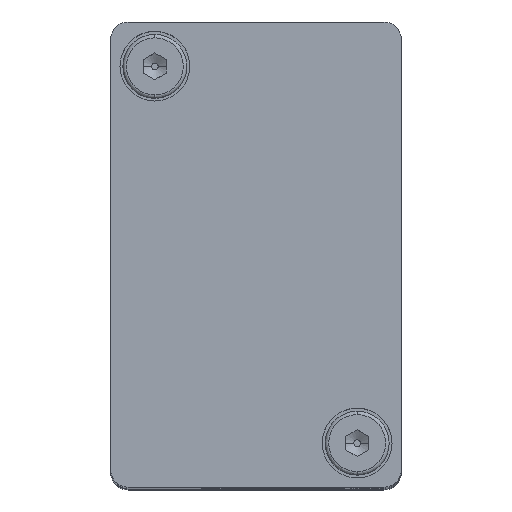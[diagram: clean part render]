
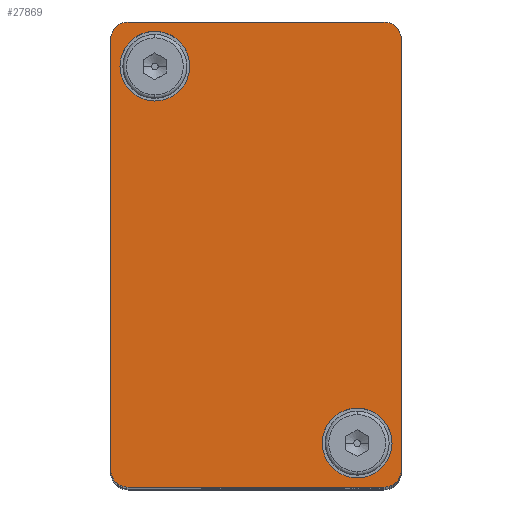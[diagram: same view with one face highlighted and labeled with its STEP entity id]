
A CAD part, top view. The second image highlights one B-rep face of the part: STEP entity #27869.
In plain terms, the highlighted face is planar.
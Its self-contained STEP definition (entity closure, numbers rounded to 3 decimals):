
#21593=CARTESIAN_POINT('',(7.2,31.75,15.2));
#21594=VERTEX_POINT('',#21593);
#21610=CARTESIAN_POINT('',(7.2,31.75,9.2));
#21611=VERTEX_POINT('',#21610);
#21618=CARTESIAN_POINT('',(7.2,31.75,12.2));
#21619=DIRECTION('',(0.0,-1.0,0.0));
#21620=DIRECTION('',(0.0,0.0,1.0));
#21621=AXIS2_PLACEMENT_3D('',#21618,#21619,#21620);
#21622=CIRCLE('',#21621,3.0);
#21623=EDGE_CURVE('',#21594,#21611,#21622,.T.);
#21635=CARTESIAN_POINT('',(-10.2,31.75,-17.2));
#21636=VERTEX_POINT('',#21635);
#21652=CARTESIAN_POINT('',(-10.2,31.75,-23.2));
#21653=VERTEX_POINT('',#21652);
#21660=CARTESIAN_POINT('',(-10.2,31.75,-20.2));
#21661=DIRECTION('',(0.0,-1.0,0.0));
#21662=DIRECTION('',(0.0,0.0,1.0));
#21663=AXIS2_PLACEMENT_3D('',#21660,#21661,#21662);
#21664=CIRCLE('',#21663,3.0);
#21665=EDGE_CURVE('',#21636,#21653,#21664,.T.);
#21677=CARTESIAN_POINT('',(-13.561,31.75,15.561));
#21678=VERTEX_POINT('',#21677);
#21694=CARTESIAN_POINT('',(-12.5,31.75,16.));
#21695=VERTEX_POINT('',#21694);
#21702=CARTESIAN_POINT('',(-12.5,31.75,14.5));
#21703=DIRECTION('',(0.0,-1.,0.0));
#21704=DIRECTION('',(-0.707,0.0,0.707));
#21705=AXIS2_PLACEMENT_3D('',#21702,#21703,#21704);
#21706=CIRCLE('',#21705,1.5);
#21707=EDGE_CURVE('',#21695,#21678,#21706,.T.);
#21719=CARTESIAN_POINT('',(-13.561,31.75,-23.561));
#21720=VERTEX_POINT('',#21719);
#21736=CARTESIAN_POINT('',(-14.0,31.75,-22.5));
#21737=VERTEX_POINT('',#21736);
#21744=CARTESIAN_POINT('',(-12.5,31.75,-22.5));
#21745=DIRECTION('',(0.0,-1.,0.0));
#21746=DIRECTION('',(-0.707,0.0,-0.707));
#21747=AXIS2_PLACEMENT_3D('',#21744,#21745,#21746);
#21748=CIRCLE('',#21747,1.5);
#21749=EDGE_CURVE('',#21737,#21720,#21748,.T.);
#21761=CARTESIAN_POINT('',(10.561,31.75,-23.561));
#21762=VERTEX_POINT('',#21761);
#21778=CARTESIAN_POINT('',(9.5,31.75,-24.0));
#21779=VERTEX_POINT('',#21778);
#21786=CARTESIAN_POINT('',(9.5,31.75,-22.5));
#21787=DIRECTION('',(0.0,-1.,0.0));
#21788=DIRECTION('',(0.707,0.0,-0.707));
#21789=AXIS2_PLACEMENT_3D('',#21786,#21787,#21788);
#21790=CIRCLE('',#21789,1.5);
#21791=EDGE_CURVE('',#21779,#21762,#21790,.T.);
#21803=CARTESIAN_POINT('',(10.561,31.75,15.561));
#21804=VERTEX_POINT('',#21803);
#21820=CARTESIAN_POINT('',(11.0,31.75,14.5));
#21821=VERTEX_POINT('',#21820);
#21828=CARTESIAN_POINT('',(9.5,31.75,14.5));
#21829=DIRECTION('',(0.0,-1.,0.0));
#21830=DIRECTION('',(0.707,0.0,0.707));
#21831=AXIS2_PLACEMENT_3D('',#21828,#21829,#21830);
#21832=CIRCLE('',#21831,1.5);
#21833=EDGE_CURVE('',#21821,#21804,#21832,.T.);
#26979=CARTESIAN_POINT('',(9.5,31.75,16.));
#26980=VERTEX_POINT('',#26979);
#26989=CARTESIAN_POINT('',(9.5,31.75,16.));
#26990=DIRECTION('',(-1.0,0.0,0.0));
#26991=VECTOR('',#26990,22.0);
#26992=LINE('',#26989,#26991);
#26993=EDGE_CURVE('',#26980,#21695,#26992,.T.);
#27773=CARTESIAN_POINT('',(9.5,31.75,14.5));
#27774=DIRECTION('',(0.0,-1.,0.0));
#27775=DIRECTION('',(0.707,0.0,0.707));
#27776=AXIS2_PLACEMENT_3D('',#27773,#27774,#27775);
#27777=CIRCLE('',#27776,1.5);
#27778=EDGE_CURVE('',#21804,#26980,#27777,.T.);
#27791=CARTESIAN_POINT('',(0.,31.75,0.));
#27792=DIRECTION('',(0.0,1.0,0.0));
#27793=DIRECTION('',(0.0,0.0,1.0));
#27794=AXIS2_PLACEMENT_3D('',#27791,#27792,#27793);
#27795=PLANE('',#27794);
#27796=ORIENTED_EDGE('',*,*,#21833,.F.);
#27797=CARTESIAN_POINT('',(11.0,31.75,-22.5));
#27798=VERTEX_POINT('',#27797);
#27799=CARTESIAN_POINT('',(11.0,31.75,-22.5));
#27800=DIRECTION('',(0.0,0.0,1.0));
#27801=VECTOR('',#27800,37.0);
#27802=LINE('',#27799,#27801);
#27803=EDGE_CURVE('',#27798,#21821,#27802,.T.);
#27804=ORIENTED_EDGE('',*,*,#27803,.F.);
#27805=CARTESIAN_POINT('',(9.5,31.75,-22.5));
#27806=DIRECTION('',(0.0,-1.,0.0));
#27807=DIRECTION('',(0.707,0.0,-0.707));
#27808=AXIS2_PLACEMENT_3D('',#27805,#27806,#27807);
#27809=CIRCLE('',#27808,1.5);
#27810=EDGE_CURVE('',#21762,#27798,#27809,.T.);
#27811=ORIENTED_EDGE('',*,*,#27810,.F.);
#27812=ORIENTED_EDGE('',*,*,#21791,.F.);
#27813=CARTESIAN_POINT('',(-12.5,31.75,-24.0));
#27814=VERTEX_POINT('',#27813);
#27815=CARTESIAN_POINT('',(-12.5,31.75,-24.0));
#27816=DIRECTION('',(1.0,0.0,0.0));
#27817=VECTOR('',#27816,22.0);
#27818=LINE('',#27815,#27817);
#27819=EDGE_CURVE('',#27814,#21779,#27818,.T.);
#27820=ORIENTED_EDGE('',*,*,#27819,.F.);
#27821=CARTESIAN_POINT('',(-12.5,31.75,-22.5));
#27822=DIRECTION('',(0.0,-1.,0.0));
#27823=DIRECTION('',(-0.707,0.0,-0.707));
#27824=AXIS2_PLACEMENT_3D('',#27821,#27822,#27823);
#27825=CIRCLE('',#27824,1.5);
#27826=EDGE_CURVE('',#21720,#27814,#27825,.T.);
#27827=ORIENTED_EDGE('',*,*,#27826,.F.);
#27828=ORIENTED_EDGE('',*,*,#21749,.F.);
#27829=CARTESIAN_POINT('',(-14.0,31.75,14.5));
#27830=VERTEX_POINT('',#27829);
#27831=CARTESIAN_POINT('',(-14.0,31.75,14.5));
#27832=DIRECTION('',(0.0,0.0,-1.0));
#27833=VECTOR('',#27832,37.0);
#27834=LINE('',#27831,#27833);
#27835=EDGE_CURVE('',#27830,#21737,#27834,.T.);
#27836=ORIENTED_EDGE('',*,*,#27835,.F.);
#27837=CARTESIAN_POINT('',(-12.5,31.75,14.5));
#27838=DIRECTION('',(0.0,-1.,0.0));
#27839=DIRECTION('',(-0.707,0.0,0.707));
#27840=AXIS2_PLACEMENT_3D('',#27837,#27838,#27839);
#27841=CIRCLE('',#27840,1.5);
#27842=EDGE_CURVE('',#21678,#27830,#27841,.T.);
#27843=ORIENTED_EDGE('',*,*,#27842,.F.);
#27844=ORIENTED_EDGE('',*,*,#21707,.F.);
#27845=ORIENTED_EDGE('',*,*,#26993,.F.);
#27846=ORIENTED_EDGE('',*,*,#27778,.F.);
#27847=EDGE_LOOP('',(#27796,#27804,#27811,#27812,#27820,#27827,#27828,#27836,#27843,#27844,#27845,#27846));
#27848=FACE_OUTER_BOUND('',#27847,.T.);
#27849=ORIENTED_EDGE('',*,*,#21665,.T.);
#27850=CARTESIAN_POINT('',(-10.2,31.75,-20.2));
#27851=DIRECTION('',(0.0,-1.0,0.0));
#27852=DIRECTION('',(0.0,0.0,1.0));
#27853=AXIS2_PLACEMENT_3D('',#27850,#27851,#27852);
#27854=CIRCLE('',#27853,3.0);
#27855=EDGE_CURVE('',#21653,#21636,#27854,.T.);
#27856=ORIENTED_EDGE('',*,*,#27855,.T.);
#27857=EDGE_LOOP('',(#27849,#27856));
#27858=FACE_BOUND('',#27857,.T.);
#27859=ORIENTED_EDGE('',*,*,#21623,.T.);
#27860=CARTESIAN_POINT('',(7.2,31.75,12.2));
#27861=DIRECTION('',(0.0,-1.0,0.0));
#27862=DIRECTION('',(0.0,0.0,1.0));
#27863=AXIS2_PLACEMENT_3D('',#27860,#27861,#27862);
#27864=CIRCLE('',#27863,3.0);
#27865=EDGE_CURVE('',#21611,#21594,#27864,.T.);
#27866=ORIENTED_EDGE('',*,*,#27865,.T.);
#27867=EDGE_LOOP('',(#27859,#27866));
#27868=FACE_BOUND('',#27867,.T.);
#27869=ADVANCED_FACE('',(#27848,#27858,#27868),#27795,.T.);
